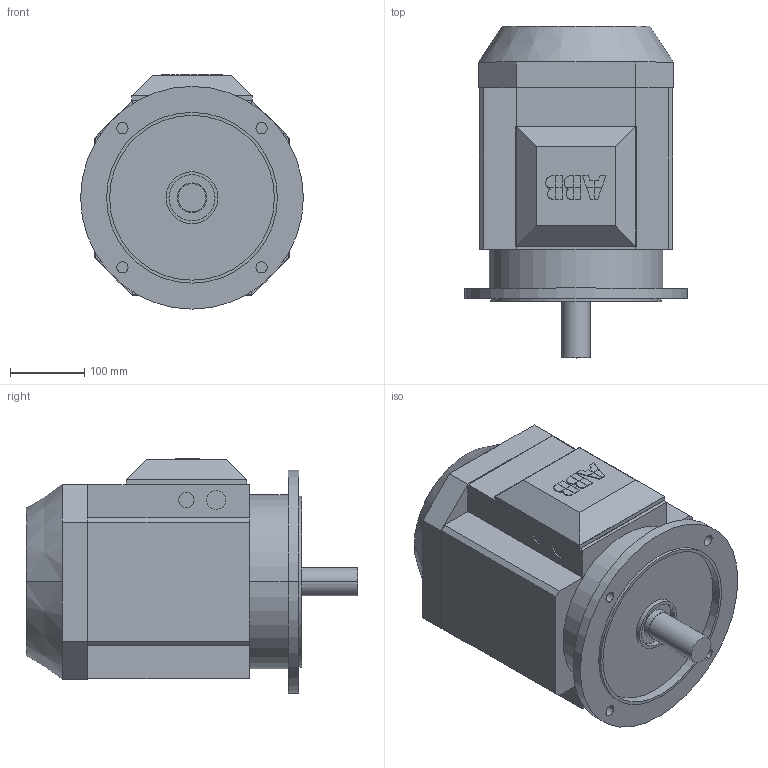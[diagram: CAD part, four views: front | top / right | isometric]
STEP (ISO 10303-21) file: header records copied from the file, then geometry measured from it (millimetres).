
FILE_DESCRIPTION(/* description */ (''),/* implementation_level */ '2;1');
FILE_NAME(/* name */ 'M3AA IE2 132S B5.stp',/* time_stamp */ '2015-06-29T15:03:35+02:00',/* author */ (''),/* organization */ (''),/* preprocessor_version */ 'ST-DEVELOPER v14',/* originating_system */ 'SIEMENS PLM Software NX 8.0',/* authorisation */ '');
FILE_SCHEMA (('AUTOMOTIVE_DESIGN { 1 0 10303 214 3 1 1 1 }'));
Length unit declared in the file: millimetre
Products named in the file (1): M3AA IE2 132S B5_igs
Bounding box: 300 x 447 x 315.5 mm (x, y, z)
Volume: 20804867.7 mm3; surface area: 549461.5 mm2
Topology: 1 solids, 1 shells, 161 faces, 390 edges, 258 vertices
Faces by surface type: plane 117, cylinder 32, bspline 10, cone 2
Entity records: 4756 total; most frequent: CARTESIAN_POINT 930, ORIENTED_EDGE 780, DIRECTION 744, EDGE_CURVE 390, LINE 300, VECTOR 300, VERTEX_POINT 258, AXIS2_PLACEMENT_3D 222
